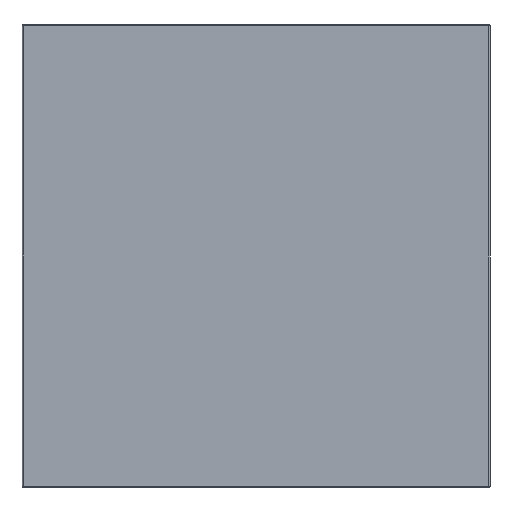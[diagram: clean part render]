
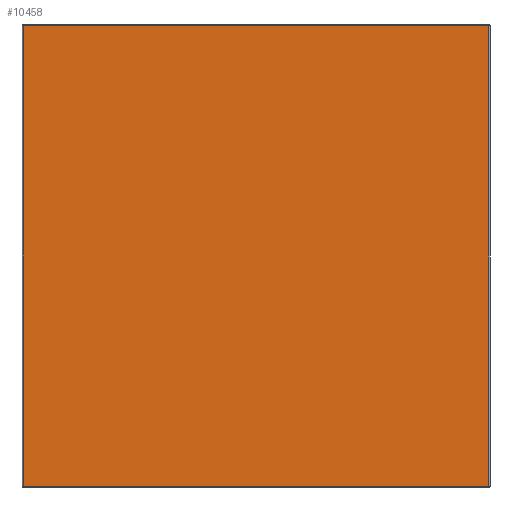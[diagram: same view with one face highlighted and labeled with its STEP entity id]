
A CAD part, front view. The second image highlights one B-rep face of the part: STEP entity #10458.
In plain terms, the highlighted planar face has unit normal (0, -1, 0).
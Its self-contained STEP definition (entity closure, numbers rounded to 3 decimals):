
#343=PLANE('',#11608);
#971=LINE('',#18895,#1656);
#972=LINE('',#18908,#1657);
#974=LINE('',#18911,#1659);
#976=LINE('',#18914,#1661);
#1656=VECTOR('',#14058,10.);
#1657=VECTOR('',#14075,10.);
#1659=VECTOR('',#14079,10.);
#1661=VECTOR('',#14083,10.);
#2592=FACE_OUTER_BOUND('',#3322,.T.);
#3322=EDGE_LOOP('',(#8455,#8456,#8457,#8458));
#5010=VERTEX_POINT('',#18887);
#5011=VERTEX_POINT('',#18891);
#5014=VERTEX_POINT('',#18900);
#5015=VERTEX_POINT('',#18904);
#6228=EDGE_CURVE('',#5010,#5011,#971,.T.);
#6234=EDGE_CURVE('',#5011,#5015,#972,.T.);
#6236=EDGE_CURVE('',#5015,#5014,#974,.T.);
#6238=EDGE_CURVE('',#5014,#5010,#976,.T.);
#8455=ORIENTED_EDGE('',*,*,#6228,.F.);
#8456=ORIENTED_EDGE('',*,*,#6238,.F.);
#8457=ORIENTED_EDGE('',*,*,#6236,.F.);
#8458=ORIENTED_EDGE('',*,*,#6234,.F.);
#10458=ADVANCED_FACE('',(#2592),#343,.F.);
#11608=AXIS2_PLACEMENT_3D('',#18982,#14141,#14142);
#14058=DIRECTION('',(0.,0.,-1.));
#14075=DIRECTION('',(-1.,0.,0.));
#14079=DIRECTION('',(0.,0.,1.));
#14083=DIRECTION('',(1.,0.,0.));
#14141=DIRECTION('center_axis',(0.,1.,0.));
#14142=DIRECTION('ref_axis',(1.,0.,0.));
#18887=CARTESIAN_POINT('',(131.5,0.,181.5));
#18891=CARTESIAN_POINT('',(131.5,0.,-1.5));
#18895=CARTESIAN_POINT('',(131.5,0.,136.));
#18900=CARTESIAN_POINT('',(-53.5,0.,181.5));
#18904=CARTESIAN_POINT('',(-53.5,0.,-1.5));
#18908=CARTESIAN_POINT('',(85.5,0.,-1.5));
#18911=CARTESIAN_POINT('',(-53.5,0.,44.));
#18914=CARTESIAN_POINT('',(-7.5,0.,181.5));
#18982=CARTESIAN_POINT('Origin',(39.,0.,90.));
